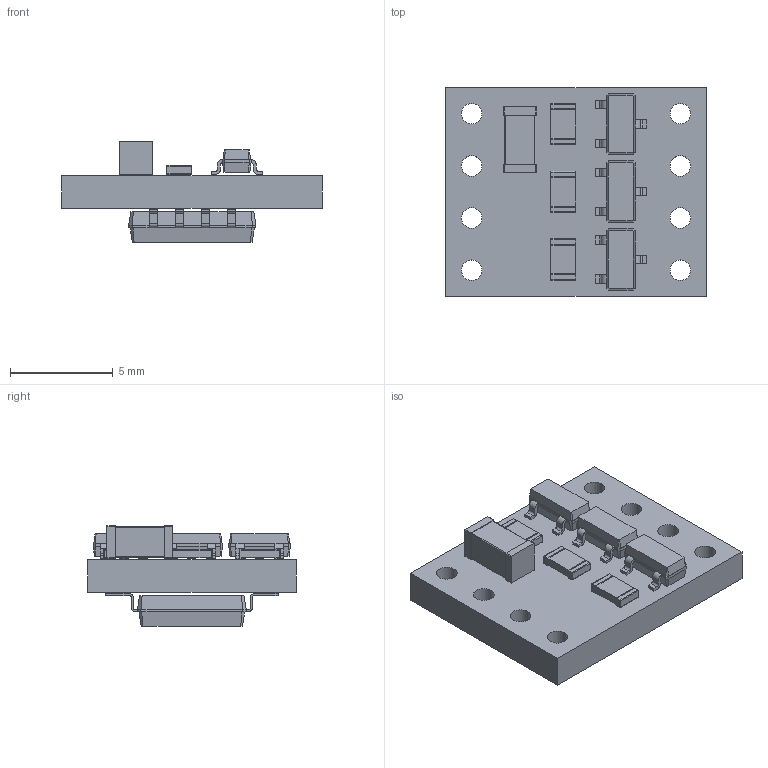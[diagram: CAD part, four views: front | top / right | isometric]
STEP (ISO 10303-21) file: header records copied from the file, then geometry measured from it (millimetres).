
FILE_DESCRIPTION(('KiCad electronic assembly'),'2;1');
FILE_NAME('PicoFX.step','2021-09-09T15:17:19',('An Author'),('A Company' ),'Open CASCADE STEP processor 6.9','KiCad to STEP converter', 'Unknown');
FILE_SCHEMA(('AUTOMOTIVE_DESIGN { 1 0 10303 214 1 1 1 1 }'));
Length unit declared in the file: millimetre
Products named in the file (10): Open CASCADE STEP translator 6.9 1; SOT-23; SOLID; SO-8_5.3x6.2mm_P1.27mm; R_0805_2012Metric; C_1206_3216Metric; COMPOUND
Assembly tree (13 placements, depth 3):
  Open CASCADE STEP translator 6.9 1
    SOT-23  x3
      SOLID
    SO-8_5.3x6.2mm_P1.27mm
      SOLID
    R_0805_2012Metric  x3
      SOLID
    C_1206_3216Metric
      SOLID
    COMPOUND
Bounding box: 12.7 x 10.16 x 4.9 mm (x, y, z)
Volume: 267.2 mm3; surface area: 577.7 mm2
Topology: 9 solids, 9 shells, 504 faces, 1255 edges, 772 vertices
Faces by surface type: plane 278, bspline 113, cylinder 113
Full cylindrical faces by diameter (mm): 0.4 x1, 1 x8
Entity records: 20975 total; most frequent: CARTESIAN_POINT 3801, DIRECTION 2692, LINE 1808, VECTOR 1808, ORIENTED_EDGE 1518, PCURVE 1518, DEFINITIONAL_REPRESENTATION 1518, EDGE_CURVE 759
